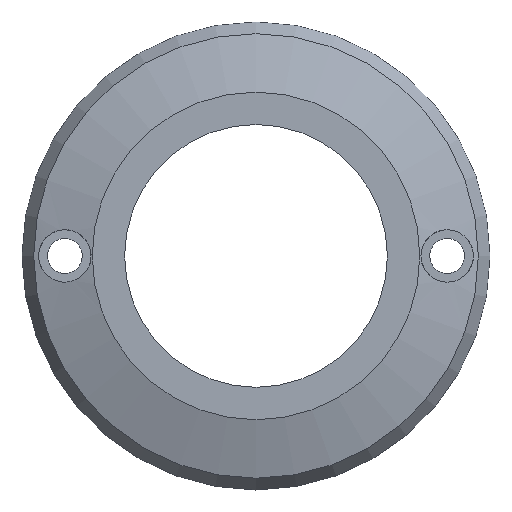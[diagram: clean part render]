
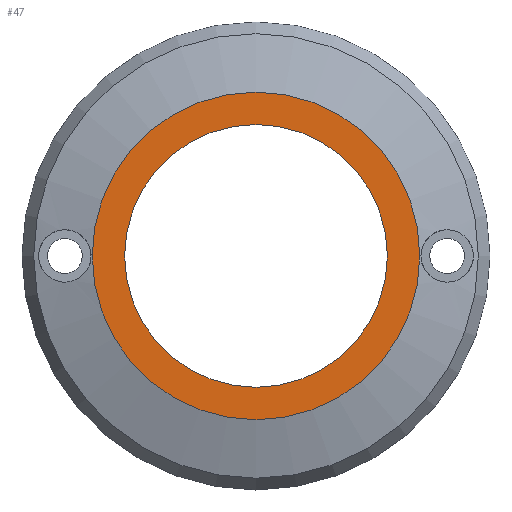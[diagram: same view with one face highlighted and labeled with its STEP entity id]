
A CAD part, top view. The second image highlights one B-rep face of the part: STEP entity #47.
In plain terms, the highlighted planar face has unit normal (0, 0, 1).
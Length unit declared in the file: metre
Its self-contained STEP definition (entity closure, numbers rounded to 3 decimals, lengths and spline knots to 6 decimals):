
#47=ADVANCED_FACE('',(#100,#101),#102,.T.);
#100=FACE_BOUND('',#163,.T.);
#101=FACE_OUTER_BOUND('',#164,.T.);
#102=PLANE('',#165);
#163=EDGE_LOOP('',(#230));
#164=EDGE_LOOP('',(#231));
#165=AXIS2_PLACEMENT_3D('',#232,#233,#234);
#230=ORIENTED_EDGE('',*,*,#295,.F.);
#231=ORIENTED_EDGE('',*,*,#296,.T.);
#232=CARTESIAN_POINT('',(0.0,0.0,0.007154));
#233=DIRECTION('',(0.0,0.0,1.0));
#234=DIRECTION('',(1.0,0.0,0.0));
#295=EDGE_CURVE('',#331,#331,#332,.T.);
#296=EDGE_CURVE('',#333,#333,#334,.T.);
#331=VERTEX_POINT('',#439);
#332=CIRCLE('',#440,0.017828);
#333=VERTEX_POINT('',#441);
#334=CIRCLE('',#442,0.022225);
#439=CARTESIAN_POINT('',(0.017828,0.0,0.007154));
#440=AXIS2_PLACEMENT_3D('',#546,#547,#548);
#441=CARTESIAN_POINT('',(0.022225,0.0,0.007154));
#442=AXIS2_PLACEMENT_3D('',#549,#550,#551);
#546=CARTESIAN_POINT('',(0.0,0.0,0.007154));
#547=DIRECTION('',(0.0,0.0,1.0));
#548=DIRECTION('',(1.0,0.0,0.0));
#549=CARTESIAN_POINT('',(0.0,0.0,0.007154));
#550=DIRECTION('',(0.0,0.0,1.0));
#551=DIRECTION('',(1.0,0.0,0.0));
